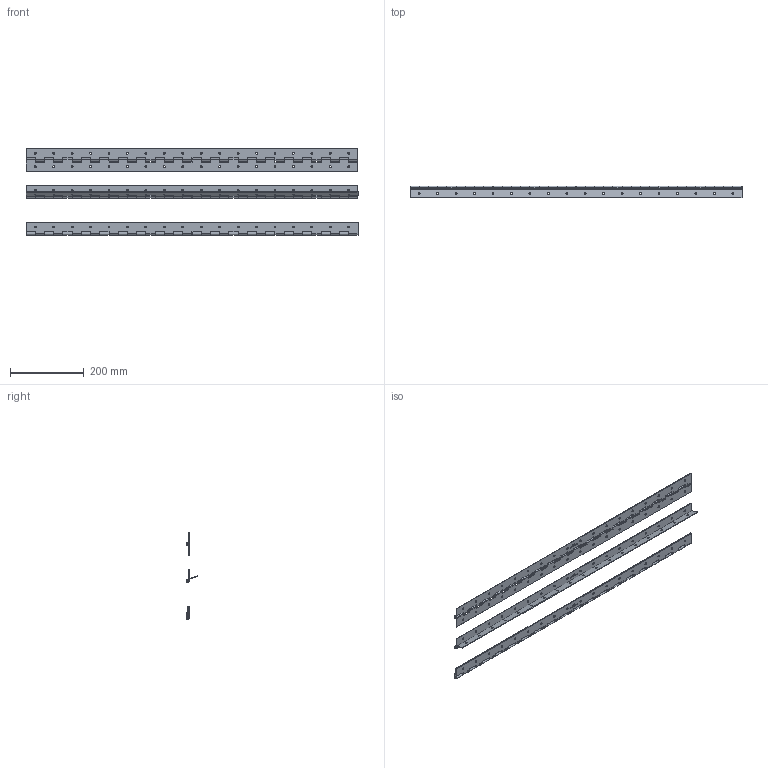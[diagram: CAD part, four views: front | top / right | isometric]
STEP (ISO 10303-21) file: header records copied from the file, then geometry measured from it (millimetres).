
FILE_DESCRIPTION (( 'STEP AP214' ), '1' );
FILE_NAME ('06882-Piano Hinge Aluminium 60mm 900mm.STEP', '2018-12-18T22:02:16', ( '' ), ( '' ), 'SwSTEP 2.0', 'SolidWorks 2018', '' );
FILE_SCHEMA (( 'AUTOMOTIVE_DESIGN' ));
Length unit declared in the file: millimetre
Products named in the file (4): Pin; Top; 06882-Piano Hinge Aluminium 60mm 900mm; Bottom
Assembly tree (9 placements, depth 2):
  06882-Piano Hinge Aluminium 60mm 900mm
    Bottom  x3
    Pin  x3
    Top  x3
Bounding box: 900 x 32.12 x 234.5 mm (x, y, z)
Volume: 349140 mm3; surface area: 468424.3 mm2
Topology: 9 solids, 9 shells, 2145 faces, 6120 edges, 4080 vertices
Faces by surface type: plane 885, cylinder 870, bspline 390
Entity records: 31100 total; most frequent: CARTESIAN_POINT 12417, ORIENTED_EDGE 4080, DIRECTION 3554, EDGE_CURVE 2040, VERTEX_POINT 1360, VECTOR 1200, LINE 1200, AXIS2_PLACEMENT_3D 1177
